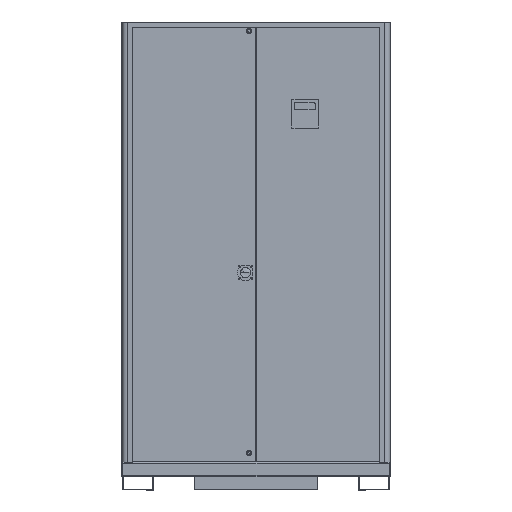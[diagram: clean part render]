
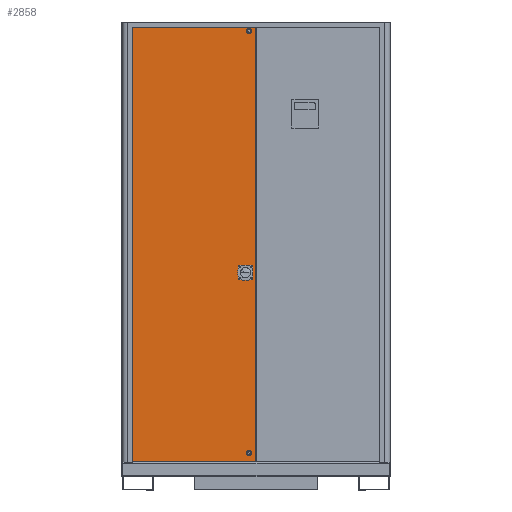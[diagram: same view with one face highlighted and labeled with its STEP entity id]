
A CAD part, top view. The second image highlights one B-rep face of the part: STEP entity #2858.
In plain terms, the highlighted planar face has unit normal (0, 0, 1).
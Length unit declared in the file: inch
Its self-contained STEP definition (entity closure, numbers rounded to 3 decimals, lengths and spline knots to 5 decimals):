
#96 = ORIENTED_EDGE ( 'NONE', *, *, #5931, .T. ) ;
#102 = FACE_BOUND ( 'NONE', #1717, .T. ) ;
#223 = VERTEX_POINT ( 'NONE', #3197 ) ;
#307 = DIRECTION ( 'NONE',  ( 1., 0., 0. ) ) ;
#359 = ORIENTED_EDGE ( 'NONE', *, *, #11417, .F. ) ;
#511 = ORIENTED_EDGE ( 'NONE', *, *, #2674, .T. ) ;
#662 = FACE_BOUND ( 'NONE', #3810, .T. ) ;
#915 = VERTEX_POINT ( 'NONE', #1958 ) ;
#939 = LINE ( 'NONE', #6126, #8640 ) ;
#1029 = ORIENTED_EDGE ( 'NONE', *, *, #6050, .F. ) ;
#1134 = ORIENTED_EDGE ( 'NONE', *, *, #11609, .F. ) ;
#1203 = ORIENTED_EDGE ( 'NONE', *, *, #1760, .T. ) ;
#1294 = CARTESIAN_POINT ( 'NONE',  ( -1.34375, 62.6875, 9. ) ) ;
#1716 = CARTESIAN_POINT ( 'NONE',  ( -1.53125, 27.5625, 9. ) ) ;
#1717 = EDGE_LOOP ( 'NONE', ( #359, #1029 ) ) ;
#1752 = LINE ( 'NONE', #9271, #10984 ) ;
#1759 = ORIENTED_EDGE ( 'NONE', *, *, #5898, .F. ) ;
#1760 = EDGE_CURVE ( 'NONE', #6517, #7717, #7562, .T. ) ;
#1958 = CARTESIAN_POINT ( 'NONE',  ( -17.9375, 63.1875, 9. ) ) ;
#2163 = CIRCLE ( 'NONE', #4240, 0.3125 ) ;
#2353 = CARTESIAN_POINT ( 'NONE',  ( -2.33125, 26.7625, 9. ) ) ;
#2433 = CARTESIAN_POINT ( 'NONE',  ( -0.03125, 0.0625, 9. ) ) ;
#2451 = ORIENTED_EDGE ( 'NONE', *, *, #10104, .F. ) ;
#2454 = LINE ( 'NONE', #7561, #11274 ) ;
#2519 = CARTESIAN_POINT ( 'NONE',  ( -1.03125, 62.6875, 9. ) ) ;
#2674 = EDGE_CURVE ( 'NONE', #223, #915, #939, .T. ) ;
#2830 = EDGE_CURVE ( 'NONE', #7761, #6085, #3732, .T. ) ;
#2858 = ADVANCED_FACE ( 'NONE', ( #662, #102, #11422, #3037, #8207 ), #9746, .F. ) ;
#2940 = CIRCLE ( 'NONE', #8209, 0.069 ) ;
#3037 = FACE_BOUND ( 'NONE', #7785, .T. ) ;
#3074 = DIRECTION ( 'NONE',  ( 0., 1., 0. ) ) ;
#3126 = VERTEX_POINT ( 'NONE', #5891 ) ;
#3181 = DIRECTION ( 'NONE',  ( 0., 0., 1. ) ) ;
#3186 = EDGE_LOOP ( 'NONE', ( #5538, #1134 ) ) ;
#3187 = DIRECTION ( 'NONE',  ( 1., 0., 0. ) ) ;
#3191 = EDGE_CURVE ( 'NONE', #10505, #3571, #4557, .T. ) ;
#3197 = CARTESIAN_POINT ( 'NONE',  ( -0.03125, 63.1875, 9. ) ) ;
#3219 = CARTESIAN_POINT ( 'NONE',  ( -2.40625, 27.5625, 9. ) ) ;
#3571 = VERTEX_POINT ( 'NONE', #1294 ) ;
#3732 = CIRCLE ( 'NONE', #5638, 0.875 ) ;
#3810 = EDGE_LOOP ( 'NONE', ( #10185, #2451 ) ) ;
#4196 = AXIS2_PLACEMENT_3D ( 'NONE', #5194, #8782, #4272 ) ;
#4240 = AXIS2_PLACEMENT_3D ( 'NONE', #5011, #7702, #3187 ) ;
#4246 = EDGE_LOOP ( 'NONE', ( #96, #511, #8936, #1203 ) ) ;
#4272 = DIRECTION ( 'NONE',  ( 1., 0., 0. ) ) ;
#4536 = DIRECTION ( 'NONE',  ( 0., 0., 1. ) ) ;
#4557 = CIRCLE ( 'NONE', #7952, 0.3125 ) ;
#4845 = CIRCLE ( 'NONE', #4196, 0.3125 ) ;
#4860 = DIRECTION ( 'NONE',  ( 1., 0., 0. ) ) ;
#5011 = CARTESIAN_POINT ( 'NONE',  ( -1.03125, 1.375, 9. ) ) ;
#5186 = DIRECTION ( 'NONE',  ( 1., 0., 0. ) ) ;
#5194 = CARTESIAN_POINT ( 'NONE',  ( -1.03125, 62.6875, 9. ) ) ;
#5538 = ORIENTED_EDGE ( 'NONE', *, *, #3191, .F. ) ;
#5638 = AXIS2_PLACEMENT_3D ( 'NONE', #1716, #4536, #6239 ) ;
#5869 = VECTOR ( 'NONE', #10464, 39.37008 ) ;
#5891 = CARTESIAN_POINT ( 'NONE',  ( -1.34375, 1.375, 9. ) ) ;
#5898 = EDGE_CURVE ( 'NONE', #6085, #7761, #9300, .T. ) ;
#5931 = EDGE_CURVE ( 'NONE', #7717, #223, #1752, .T. ) ;
#5934 = CARTESIAN_POINT ( 'NONE',  ( -2.40025, 26.7625, 9. ) ) ;
#6001 = CARTESIAN_POINT ( 'NONE',  ( -2.33125, 26.7625, 9. ) ) ;
#6024 = AXIS2_PLACEMENT_3D ( 'NONE', #7149, #6190, #10698 ) ;
#6050 = EDGE_CURVE ( 'NONE', #3126, #9074, #2163, .T. ) ;
#6085 = VERTEX_POINT ( 'NONE', #3219 ) ;
#6126 = CARTESIAN_POINT ( 'NONE',  ( -0.03125, 63.1875, 9. ) ) ;
#6185 = DIRECTION ( 'NONE',  ( 0., 0., 1. ) ) ;
#6190 = DIRECTION ( 'NONE',  ( 0., 0., -1. ) ) ;
#6239 = DIRECTION ( 'NONE',  ( 1., 0., 0. ) ) ;
#6406 = VERTEX_POINT ( 'NONE', #9261 ) ;
#6517 = VERTEX_POINT ( 'NONE', #9045 ) ;
#7038 = DIRECTION ( 'NONE',  ( 1., 0., 0. ) ) ;
#7149 = CARTESIAN_POINT ( 'NONE',  ( 18.75, 64., 9. ) ) ;
#7363 = EDGE_CURVE ( 'NONE', #915, #6517, #2454, .T. ) ;
#7426 = AXIS2_PLACEMENT_3D ( 'NONE', #6001, #10467, #7038 ) ;
#7561 = CARTESIAN_POINT ( 'NONE',  ( -17.9375, 63.1875, 9. ) ) ;
#7562 = LINE ( 'NONE', #2433, #5869 ) ;
#7590 = CARTESIAN_POINT ( 'NONE',  ( -1.03125, 1.375, 9. ) ) ;
#7670 = AXIS2_PLACEMENT_3D ( 'NONE', #7590, #11017, #307 ) ;
#7702 = DIRECTION ( 'NONE',  ( 0., 0., 1. ) ) ;
#7717 = VERTEX_POINT ( 'NONE', #10745 ) ;
#7761 = VERTEX_POINT ( 'NONE', #10902 ) ;
#7785 = EDGE_LOOP ( 'NONE', ( #9146, #1759 ) ) ;
#7862 = DIRECTION ( 'NONE',  ( -1., 0., 0. ) ) ;
#7952 = AXIS2_PLACEMENT_3D ( 'NONE', #2519, #6185, #5186 ) ;
#8140 = CARTESIAN_POINT ( 'NONE',  ( -0.71875, 1.375, 9. ) ) ;
#8207 = FACE_OUTER_BOUND ( 'NONE', #4246, .T. ) ;
#8209 = AXIS2_PLACEMENT_3D ( 'NONE', #2353, #3181, #10405 ) ;
#8640 = VECTOR ( 'NONE', #7862, 39.37008 ) ;
#8782 = DIRECTION ( 'NONE',  ( 0., 0., 1. ) ) ;
#8936 = ORIENTED_EDGE ( 'NONE', *, *, #7363, .T. ) ;
#8976 = VERTEX_POINT ( 'NONE', #5934 ) ;
#9045 = CARTESIAN_POINT ( 'NONE',  ( -17.9375, 0.0625, 9. ) ) ;
#9074 = VERTEX_POINT ( 'NONE', #8140 ) ;
#9146 = ORIENTED_EDGE ( 'NONE', *, *, #2830, .F. ) ;
#9261 = CARTESIAN_POINT ( 'NONE',  ( -2.26225, 26.7625, 9. ) ) ;
#9271 = CARTESIAN_POINT ( 'NONE',  ( -0.03125, 63.1875, 9. ) ) ;
#9300 = CIRCLE ( 'NONE', #11499, 0.875 ) ;
#9302 = DIRECTION ( 'NONE',  ( 0., 0., 1. ) ) ;
#9470 = CIRCLE ( 'NONE', #7426, 0.069 ) ;
#9746 = PLANE ( 'NONE',  #6024 ) ;
#10104 = EDGE_CURVE ( 'NONE', #8976, #6406, #2940, .T. ) ;
#10185 = ORIENTED_EDGE ( 'NONE', *, *, #11094, .F. ) ;
#10203 = CARTESIAN_POINT ( 'NONE',  ( -1.53125, 27.5625, 9. ) ) ;
#10405 = DIRECTION ( 'NONE',  ( 1., 0., 0. ) ) ;
#10464 = DIRECTION ( 'NONE',  ( 1., 0., 0. ) ) ;
#10467 = DIRECTION ( 'NONE',  ( 0., 0., 1. ) ) ;
#10505 = VERTEX_POINT ( 'NONE', #10694 ) ;
#10694 = CARTESIAN_POINT ( 'NONE',  ( -0.71875, 62.6875, 9. ) ) ;
#10698 = DIRECTION ( 'NONE',  ( -1., 0., 0. ) ) ;
#10745 = CARTESIAN_POINT ( 'NONE',  ( -0.03125, 0.0625, 9. ) ) ;
#10902 = CARTESIAN_POINT ( 'NONE',  ( -0.65625, 27.5625, 9. ) ) ;
#10984 = VECTOR ( 'NONE', #3074, 39.37008 ) ;
#11017 = DIRECTION ( 'NONE',  ( 0., 0., 1. ) ) ;
#11094 = EDGE_CURVE ( 'NONE', #6406, #8976, #9470, .T. ) ;
#11120 = CIRCLE ( 'NONE', #7670, 0.3125 ) ;
#11169 = DIRECTION ( 'NONE',  ( 0., -1., 0. ) ) ;
#11274 = VECTOR ( 'NONE', #11169, 39.37008 ) ;
#11417 = EDGE_CURVE ( 'NONE', #9074, #3126, #11120, .T. ) ;
#11422 = FACE_BOUND ( 'NONE', #3186, .T. ) ;
#11499 = AXIS2_PLACEMENT_3D ( 'NONE', #10203, #9302, #4860 ) ;
#11609 = EDGE_CURVE ( 'NONE', #3571, #10505, #4845, .T. ) ;
